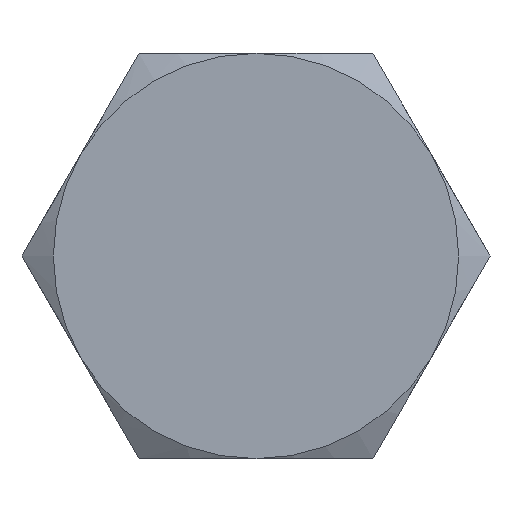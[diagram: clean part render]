
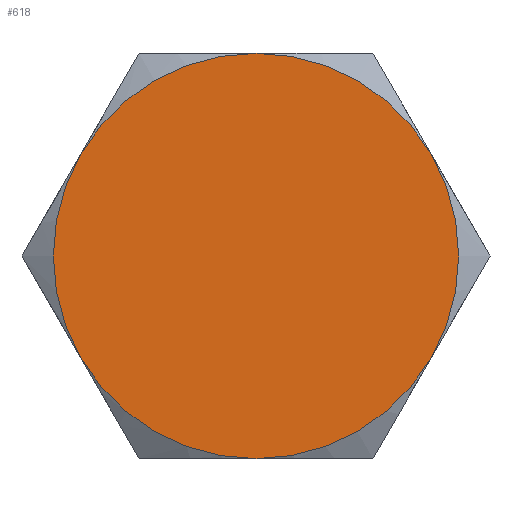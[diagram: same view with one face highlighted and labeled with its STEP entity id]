
A CAD part, left-side view. The second image highlights one B-rep face of the part: STEP entity #618.
In plain terms, the highlighted planar face has unit normal (-1, 0, 0).
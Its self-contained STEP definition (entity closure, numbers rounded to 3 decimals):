
#12 = CIRCLE ( 'NONE', #357, 6.5 ) ;
#27 = DIRECTION ( 'NONE',  ( 0., 0., -1. ) ) ;
#33 = DIRECTION ( 'NONE',  ( -1., 0., 0. ) ) ;
#57 = CIRCLE ( 'NONE', #361, 6.5 ) ;
#67 = CARTESIAN_POINT ( 'NONE',  ( 0., -5.629, -3.25 ) ) ;
#78 = CIRCLE ( 'NONE', #132, 6.5 ) ;
#112 = CARTESIAN_POINT ( 'NONE',  ( 0., 0., 0. ) ) ;
#117 = PLANE ( 'NONE',  #488 ) ;
#122 = CARTESIAN_POINT ( 'NONE',  ( 0., 0., 0. ) ) ;
#132 = AXIS2_PLACEMENT_3D ( 'NONE', #705, #596, #653 ) ;
#140 = VERTEX_POINT ( 'NONE', #67 ) ;
#172 = DIRECTION ( 'NONE',  ( 1., 0., 0. ) ) ;
#177 = DIRECTION ( 'NONE',  ( 0., 0., -1. ) ) ;
#185 = DIRECTION ( 'NONE',  ( 1., 0., 0. ) ) ;
#241 = CARTESIAN_POINT ( 'NONE',  ( 0., 7.506, 0. ) ) ;
#249 = AXIS2_PLACEMENT_3D ( 'NONE', #112, #529, #177 ) ;
#285 = EDGE_CURVE ( 'NONE', #633, #140, #524, .T. ) ;
#302 = DIRECTION ( 'NONE',  ( 1., 0., 0. ) ) ;
#309 = EDGE_LOOP ( 'NONE', ( #597, #540, #345, #616, #338, #452 ) ) ;
#322 = DIRECTION ( 'NONE',  ( 1., 0., 0. ) ) ;
#331 = CARTESIAN_POINT ( 'NONE',  ( 0., 0., 0. ) ) ;
#338 = ORIENTED_EDGE ( 'NONE', *, *, #350, .T. ) ;
#345 = ORIENTED_EDGE ( 'NONE', *, *, #285, .F. ) ;
#350 = EDGE_CURVE ( 'NONE', #615, #411, #57, .T. ) ;
#357 = AXIS2_PLACEMENT_3D ( 'NONE', #521, #172, #410 ) ;
#361 = AXIS2_PLACEMENT_3D ( 'NONE', #503, #33, #740 ) ;
#397 = CIRCLE ( 'NONE', #249, 6.5 ) ;
#410 = DIRECTION ( 'NONE',  ( 0., 0., -1. ) ) ;
#411 = VERTEX_POINT ( 'NONE', #512 ) ;
#418 = DIRECTION ( 'NONE',  ( 0., 0., -1. ) ) ;
#448 = AXIS2_PLACEMENT_3D ( 'NONE', #122, #302, #716 ) ;
#452 = ORIENTED_EDGE ( 'NONE', *, *, #629, .F. ) ;
#466 = CARTESIAN_POINT ( 'NONE',  ( 0., 0., -6.5 ) ) ;
#469 = CARTESIAN_POINT ( 'NONE',  ( 0., 0., 6.5 ) ) ;
#483 = CARTESIAN_POINT ( 'NONE',  ( 0., 5.629, -3.25 ) ) ;
#488 = AXIS2_PLACEMENT_3D ( 'NONE', #241, #185, #418 ) ;
#503 = CARTESIAN_POINT ( 'NONE',  ( 0., 0., 0. ) ) ;
#512 = CARTESIAN_POINT ( 'NONE',  ( 0., 5.629, 3.25 ) ) ;
#521 = CARTESIAN_POINT ( 'NONE',  ( 0., 0., 0. ) ) ;
#524 = CIRCLE ( 'NONE', #698, 6.5 ) ;
#529 = DIRECTION ( 'NONE',  ( 1., 0., 0. ) ) ;
#532 = EDGE_CURVE ( 'NONE', #140, #678, #12, .T. ) ;
#540 = ORIENTED_EDGE ( 'NONE', *, *, #532, .F. ) ;
#571 = EDGE_CURVE ( 'NONE', #615, #633, #78, .T. ) ;
#596 = DIRECTION ( 'NONE',  ( 1., 0., 0. ) ) ;
#597 = ORIENTED_EDGE ( 'NONE', *, *, #727, .F. ) ;
#599 = CARTESIAN_POINT ( 'NONE',  ( 0., -5.629, 3.25 ) ) ;
#615 = VERTEX_POINT ( 'NONE', #469 ) ;
#616 = ORIENTED_EDGE ( 'NONE', *, *, #571, .F. ) ;
#618 = ADVANCED_FACE ( 'NONE', ( #710 ), #117, .F. ) ;
#629 = EDGE_CURVE ( 'NONE', #733, #411, #720, .T. ) ;
#633 = VERTEX_POINT ( 'NONE', #599 ) ;
#653 = DIRECTION ( 'NONE',  ( 0., 0., -1. ) ) ;
#678 = VERTEX_POINT ( 'NONE', #466 ) ;
#698 = AXIS2_PLACEMENT_3D ( 'NONE', #331, #322, #27 ) ;
#705 = CARTESIAN_POINT ( 'NONE',  ( 0., 0., 0. ) ) ;
#710 = FACE_OUTER_BOUND ( 'NONE', #309, .T. ) ;
#716 = DIRECTION ( 'NONE',  ( 0., 0., -1. ) ) ;
#720 = CIRCLE ( 'NONE', #448, 6.5 ) ;
#727 = EDGE_CURVE ( 'NONE', #678, #733, #397, .T. ) ;
#733 = VERTEX_POINT ( 'NONE', #483 ) ;
#740 = DIRECTION ( 'NONE',  ( 0., 0., 1. ) ) ;
